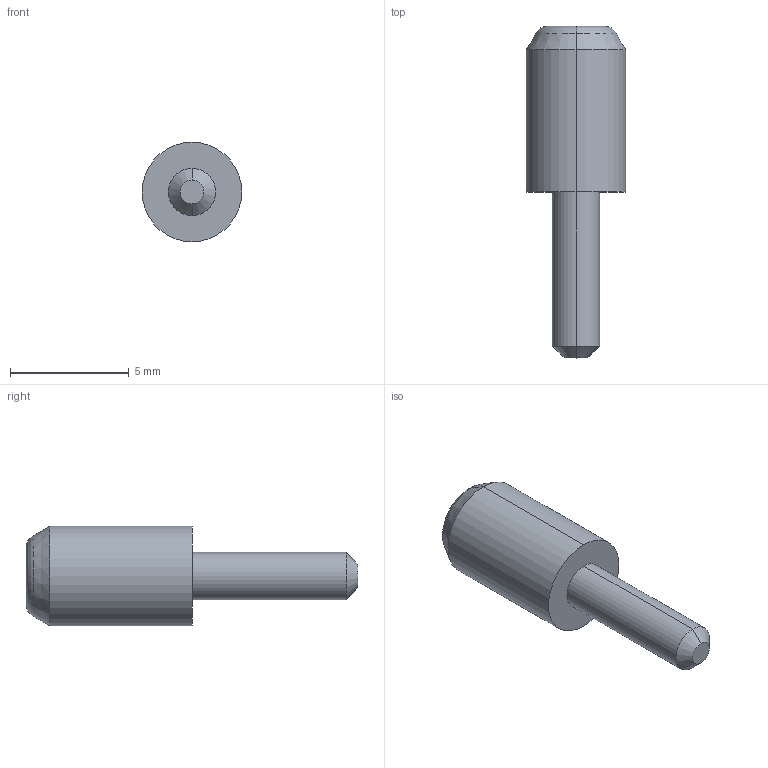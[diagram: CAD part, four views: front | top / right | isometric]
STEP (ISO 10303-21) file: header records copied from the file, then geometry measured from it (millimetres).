
FILE_DESCRIPTION (( 'STEP AP214' ), '1' );
FILE_NAME ('3188~0.STEP', '2017-07-04T09:35:57', ( '' ), ( '' ), 'SwSTEP 2.0', 'SolidWorks 2016', '' );
FILE_SCHEMA (( 'AUTOMOTIVE_DESIGN' ));
Length unit declared in the file: millimetre
Products named in the file (1): 3188~0
Bounding box: 4.2 x 14 x 4.2 mm (x, y, z)
Volume: 114.8 mm3; surface area: 155.7 mm2
Topology: 2 solids, 2 shells, 18 faces, 33 edges, 20 vertices
Faces by surface type: cylinder 6, plane 6, cone 4, torus 2
Entity records: 547 total; most frequent: DIRECTION 91, CARTESIAN_POINT 72, ORIENTED_EDGE 66, AXIS2_PLACEMENT_3D 39, EDGE_CURVE 33, CIRCLE 20, VERTEX_POINT 20, EDGE_LOOP 19
